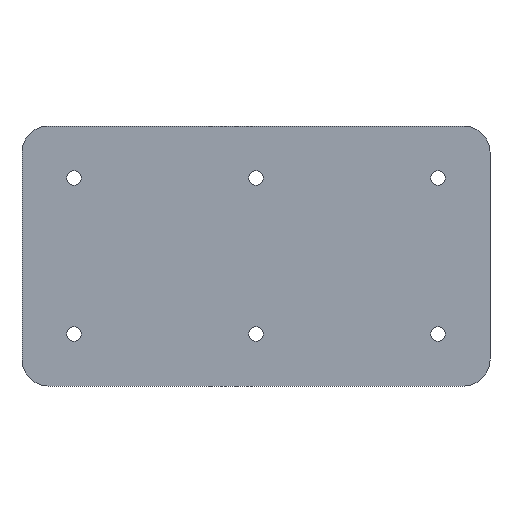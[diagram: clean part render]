
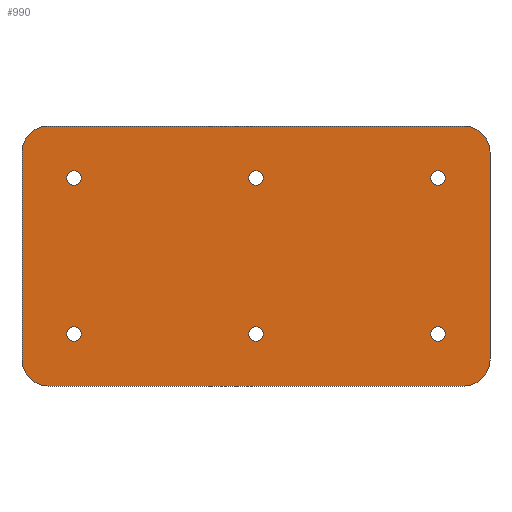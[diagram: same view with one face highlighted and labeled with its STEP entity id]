
A CAD part, front view. The second image highlights one B-rep face of the part: STEP entity #990.
In plain terms, the highlighted planar face has unit normal (0, -1, 0).
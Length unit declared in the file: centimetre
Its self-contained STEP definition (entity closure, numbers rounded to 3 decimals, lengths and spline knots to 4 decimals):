
#31=FACE_BOUND('',#199,.T.);
#32=FACE_BOUND('',#200,.T.);
#33=FACE_BOUND('',#201,.T.);
#34=FACE_BOUND('',#202,.T.);
#35=FACE_BOUND('',#203,.T.);
#36=FACE_BOUND('',#204,.T.);
#54=PLANE('',#1136);
#122=FACE_OUTER_BOUND('',#198,.T.);
#198=EDGE_LOOP('',(#883,#884,#885,#886,#887,#888,#889,#890));
#199=EDGE_LOOP('',(#891));
#200=EDGE_LOOP('',(#892));
#201=EDGE_LOOP('',(#893));
#202=EDGE_LOOP('',(#894));
#203=EDGE_LOOP('',(#895));
#204=EDGE_LOOP('',(#896));
#237=CIRCLE('',#1068,0.1803);
#241=CIRCLE('',#1075,0.1803);
#245=CIRCLE('',#1082,0.1803);
#249=CIRCLE('',#1089,0.1803);
#253=CIRCLE('',#1096,0.1803);
#257=CIRCLE('',#1103,0.1803);
#265=CIRCLE('',#1116,0.635);
#266=CIRCLE('',#1118,0.635);
#267=CIRCLE('',#1120,0.635);
#268=CIRCLE('',#1122,0.635);
#326=LINE('',#1733,#390);
#327=LINE('',#1735,#391);
#331=LINE('',#1743,#395);
#332=LINE('',#1746,#396);
#390=VECTOR('',#1444,2.54);
#391=VECTOR('',#1447,2.54);
#395=VECTOR('',#1459,2.54);
#396=VECTOR('',#1464,2.54);
#453=VERTEX_POINT('',#1607);
#457=VERTEX_POINT('',#1620);
#461=VERTEX_POINT('',#1633);
#465=VERTEX_POINT('',#1646);
#469=VERTEX_POINT('',#1659);
#473=VERTEX_POINT('',#1672);
#481=VERTEX_POINT('',#1697);
#482=VERTEX_POINT('',#1699);
#483=VERTEX_POINT('',#1703);
#484=VERTEX_POINT('',#1705);
#485=VERTEX_POINT('',#1709);
#486=VERTEX_POINT('',#1711);
#487=VERTEX_POINT('',#1715);
#488=VERTEX_POINT('',#1717);
#557=EDGE_CURVE('',#453,#453,#237,.T.);
#563=EDGE_CURVE('',#457,#457,#241,.T.);
#569=EDGE_CURVE('',#461,#461,#245,.T.);
#575=EDGE_CURVE('',#465,#465,#249,.T.);
#581=EDGE_CURVE('',#469,#469,#253,.T.);
#587=EDGE_CURVE('',#473,#473,#257,.T.);
#601=EDGE_CURVE('',#481,#482,#265,.F.);
#604=EDGE_CURVE('',#483,#484,#266,.F.);
#607=EDGE_CURVE('',#485,#486,#267,.F.);
#610=EDGE_CURVE('',#487,#488,#268,.F.);
#618=EDGE_CURVE('',#488,#481,#326,.T.);
#619=EDGE_CURVE('',#483,#482,#327,.T.);
#623=EDGE_CURVE('',#486,#487,#331,.T.);
#624=EDGE_CURVE('',#485,#484,#332,.T.);
#883=ORIENTED_EDGE('',*,*,#624,.F.);
#884=ORIENTED_EDGE('',*,*,#607,.T.);
#885=ORIENTED_EDGE('',*,*,#623,.T.);
#886=ORIENTED_EDGE('',*,*,#610,.T.);
#887=ORIENTED_EDGE('',*,*,#618,.T.);
#888=ORIENTED_EDGE('',*,*,#601,.T.);
#889=ORIENTED_EDGE('',*,*,#619,.F.);
#890=ORIENTED_EDGE('',*,*,#604,.T.);
#891=ORIENTED_EDGE('',*,*,#587,.T.);
#892=ORIENTED_EDGE('',*,*,#581,.T.);
#893=ORIENTED_EDGE('',*,*,#575,.T.);
#894=ORIENTED_EDGE('',*,*,#569,.T.);
#895=ORIENTED_EDGE('',*,*,#563,.T.);
#896=ORIENTED_EDGE('',*,*,#557,.T.);
#990=ADVANCED_FACE('',(#122,#31,#32,#33,#34,#35,#36),#54,.F.);
#1068=AXIS2_PLACEMENT_3D('',#1608,#1293,#1294);
#1075=AXIS2_PLACEMENT_3D('',#1621,#1309,#1310);
#1082=AXIS2_PLACEMENT_3D('',#1634,#1325,#1326);
#1089=AXIS2_PLACEMENT_3D('',#1647,#1341,#1342);
#1096=AXIS2_PLACEMENT_3D('',#1660,#1357,#1358);
#1103=AXIS2_PLACEMENT_3D('',#1673,#1373,#1374);
#1116=AXIS2_PLACEMENT_3D('',#1701,#1405,#1406);
#1118=AXIS2_PLACEMENT_3D('',#1707,#1411,#1412);
#1120=AXIS2_PLACEMENT_3D('',#1713,#1417,#1418);
#1122=AXIS2_PLACEMENT_3D('',#1719,#1423,#1424);
#1136=AXIS2_PLACEMENT_3D('',#1747,#1465,#1466);
#1293=DIRECTION('center_axis',(0.,1.,0.));
#1294=DIRECTION('ref_axis',(0.,0.,1.));
#1309=DIRECTION('center_axis',(0.,1.,0.));
#1310=DIRECTION('ref_axis',(0.,0.,1.));
#1325=DIRECTION('center_axis',(0.,1.,0.));
#1326=DIRECTION('ref_axis',(0.,0.,1.));
#1341=DIRECTION('center_axis',(0.,1.,0.));
#1342=DIRECTION('ref_axis',(0.,0.,1.));
#1357=DIRECTION('center_axis',(0.,1.,0.));
#1358=DIRECTION('ref_axis',(0.,0.,1.));
#1373=DIRECTION('center_axis',(0.,1.,0.));
#1374=DIRECTION('ref_axis',(0.,0.,1.));
#1405=DIRECTION('center_axis',(0.,1.,0.));
#1406=DIRECTION('ref_axis',(-1.,0.,0.));
#1411=DIRECTION('center_axis',(0.,1.,0.));
#1412=DIRECTION('ref_axis',(-1.,0.,0.));
#1417=DIRECTION('center_axis',(0.,1.,0.));
#1418=DIRECTION('ref_axis',(-1.,0.,0.));
#1423=DIRECTION('center_axis',(0.,1.,0.));
#1424=DIRECTION('ref_axis',(-1.,0.,0.));
#1444=DIRECTION('',(1.,0.,0.));
#1447=DIRECTION('',(0.,0.,-1.));
#1459=DIRECTION('',(0.,0.,-1.));
#1464=DIRECTION('',(1.,0.,0.));
#1465=DIRECTION('center_axis',(0.,1.,0.));
#1466=DIRECTION('ref_axis',(0.,0.,1.));
#1607=CARTESIAN_POINT('',(1.27,0.,-2.0853));
#1608=CARTESIAN_POINT('Origin',(1.27,0.,-1.905));
#1620=CARTESIAN_POINT('',(1.27,0.,1.7247));
#1621=CARTESIAN_POINT('Origin',(1.27,0.,1.905));
#1633=CARTESIAN_POINT('',(5.715,0.,-2.0853));
#1634=CARTESIAN_POINT('Origin',(5.715,0.,-1.905));
#1646=CARTESIAN_POINT('',(5.715,0.,1.7247));
#1647=CARTESIAN_POINT('Origin',(5.715,0.,1.905));
#1659=CARTESIAN_POINT('',(10.16,0.,-2.0853));
#1660=CARTESIAN_POINT('Origin',(10.16,0.,-1.905));
#1672=CARTESIAN_POINT('',(10.16,0.,1.7247));
#1673=CARTESIAN_POINT('Origin',(10.16,0.,1.905));
#1697=CARTESIAN_POINT('',(10.795,0.,-3.175));
#1699=CARTESIAN_POINT('',(11.43,0.,-2.54));
#1701=CARTESIAN_POINT('Origin',(10.795,0.,-2.54));
#1703=CARTESIAN_POINT('',(11.43,0.,2.54));
#1705=CARTESIAN_POINT('',(10.795,0.,3.175));
#1707=CARTESIAN_POINT('Origin',(10.795,0.,2.54));
#1709=CARTESIAN_POINT('',(0.635,0.,3.175));
#1711=CARTESIAN_POINT('',(0.,0.,2.54));
#1713=CARTESIAN_POINT('Origin',(0.635,0.,2.54));
#1715=CARTESIAN_POINT('',(0.,0.,-2.54));
#1717=CARTESIAN_POINT('',(0.635,0.,-3.175));
#1719=CARTESIAN_POINT('Origin',(0.635,0.,-2.54));
#1733=CARTESIAN_POINT('',(0.635,0.,-3.175));
#1735=CARTESIAN_POINT('',(11.43,0.,2.54));
#1743=CARTESIAN_POINT('',(0.,0.,2.54));
#1746=CARTESIAN_POINT('',(0.635,0.,3.175));
#1747=CARTESIAN_POINT('Origin',(0.,0.,3.175));
